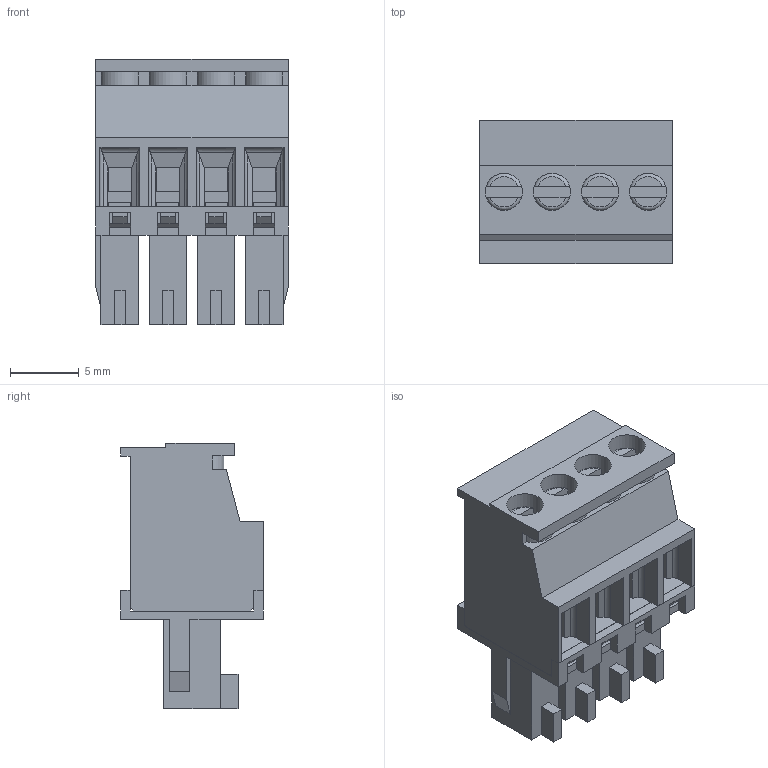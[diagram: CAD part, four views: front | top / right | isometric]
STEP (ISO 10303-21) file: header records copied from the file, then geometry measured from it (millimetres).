
FILE_DESCRIPTION( ( 'Unknown' ), '1' );
FILE_NAME( '691363110004.stp', 'Unknown', ( 'Unknown' ), ( 'Unknown' ), 'PSStep 14.0', 'Unknown', ' ' );
FILE_SCHEMA( ( 'AUTOMOTIVE_DESIGN { 1 0 10303 214 1 1 1 1 }' ) );
Length unit declared in the file: millimetre
Products named in the file (6): Assem1; 6913631100xx_Cage; 6913631100xx_VIS; 6913631100xx; 691367110004; 691367110004_Bas
Assembly tree (14 placements, depth 2):
  Assem1
    6913631100xx_Cage  x4
    6913631100xx_VIS  x4
    6913631100xx  x4
    691367110004
    691367110004_Bas
Bounding box: 14 x 10.4 x 19.3 mm (x, y, z)
Volume: 1136.8 mm3; surface area: 4252.1 mm2
Topology: 14 solids, 14 shells, 796 faces, 2138 edges, 1364 vertices
Faces by surface type: plane 644, cylinder 136, torus 16
Full cylindrical faces by diameter (mm): 1.5 x4, 1.7 x4, 1.9 x8, 2.1 x4, 2.7 x8
Entity records: 20424 total; most frequent: CARTESIAN_POINT 2913, ORIENTED_EDGE 2802, DIRECTION 2580, EDGE_CURVE 1401, LINE 1252, VECTOR 1252, VERTEX_POINT 909, AXIS2_PLACEMENT_3D 664
